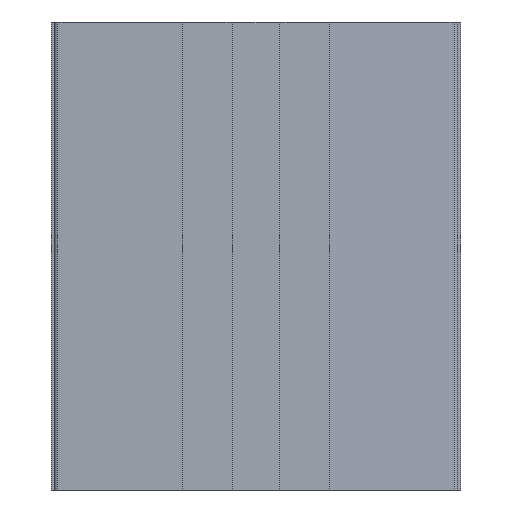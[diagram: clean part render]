
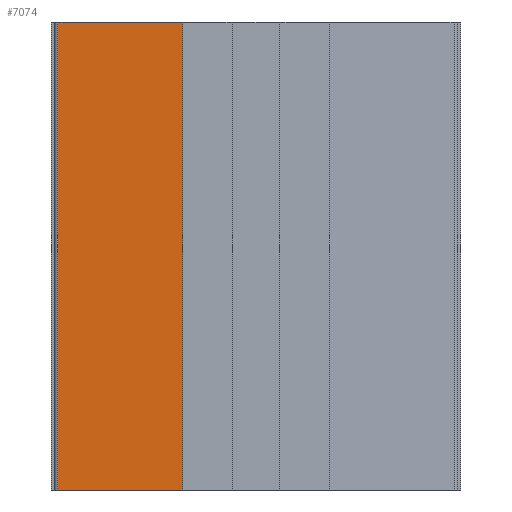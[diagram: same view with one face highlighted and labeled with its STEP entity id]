
A CAD part, front view. The second image highlights one B-rep face of the part: STEP entity #7074.
In plain terms, the highlighted planar face has unit normal (-0.031, -1, 0).
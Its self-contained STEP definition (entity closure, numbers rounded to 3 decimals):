
#355 = DIRECTION ( 'NONE',  ( 1., -0.031, 0. ) ) ;
#397 = DIRECTION ( 'NONE',  ( 1., -0.031, 0. ) ) ;
#591 = CARTESIAN_POINT ( 'NONE',  ( -12.5, -98.806, 40. ) ) ;
#640 = ORIENTED_EDGE ( 'NONE', *, *, #6644, .F. ) ;
#894 = CARTESIAN_POINT ( 'NONE',  ( -12.5, -98.806, 40. ) ) ;
#1735 = VERTEX_POINT ( 'NONE', #5131 ) ;
#1803 = FACE_OUTER_BOUND ( 'NONE', #6944, .T. ) ;
#1833 = EDGE_CURVE ( 'NONE', #1735, #6184, #6077, .T. ) ;
#2047 = LINE ( 'NONE', #6719, #4579 ) ;
#2495 = EDGE_CURVE ( 'NONE', #6184, #4375, #7025, .T. ) ;
#2724 = DIRECTION ( 'NONE',  ( 0., 0., -1. ) ) ;
#2854 = CARTESIAN_POINT ( 'NONE',  ( -33.85, -98.15, 40. ) ) ;
#2879 = PLANE ( 'NONE',  #7008 ) ;
#3057 = VECTOR ( 'NONE', #7251, 1000. ) ;
#3625 = ORIENTED_EDGE ( 'NONE', *, *, #2495, .T. ) ;
#3829 = ORIENTED_EDGE ( 'NONE', *, *, #1833, .T. ) ;
#4013 = DIRECTION ( 'NONE',  ( 0.031, 1., 0. ) ) ;
#4375 = VERTEX_POINT ( 'NONE', #4808 ) ;
#4381 = VECTOR ( 'NONE', #2724, 1000. ) ;
#4579 = VECTOR ( 'NONE', #397, 1000. ) ;
#4704 = CARTESIAN_POINT ( 'NONE',  ( -33.85, -98.15, -40. ) ) ;
#4808 = CARTESIAN_POINT ( 'NONE',  ( -12.5, -98.806, -40. ) ) ;
#5131 = CARTESIAN_POINT ( 'NONE',  ( -33.85, -98.15, 40. ) ) ;
#6077 = LINE ( 'NONE', #6500, #4381 ) ;
#6184 = VERTEX_POINT ( 'NONE', #7438 ) ;
#6500 = CARTESIAN_POINT ( 'NONE',  ( -33.85, -98.15, 40. ) ) ;
#6644 = EDGE_CURVE ( 'NONE', #1735, #6716, #2047, .T. ) ;
#6716 = VERTEX_POINT ( 'NONE', #591 ) ;
#6719 = CARTESIAN_POINT ( 'NONE',  ( -33.85, -98.15, 40. ) ) ;
#6933 = VECTOR ( 'NONE', #355, 1000. ) ;
#6944 = EDGE_LOOP ( 'NONE', ( #3625, #8106, #640, #3829 ) ) ;
#7008 = AXIS2_PLACEMENT_3D ( 'NONE', #2854, #4013, #7877 ) ;
#7025 = LINE ( 'NONE', #4704, #6933 ) ;
#7074 = ADVANCED_FACE ( 'NONE', ( #1803 ), #2879, .F. ) ;
#7187 = EDGE_CURVE ( 'NONE', #6716, #4375, #8239, .T. ) ;
#7251 = DIRECTION ( 'NONE',  ( 0., 0., -1. ) ) ;
#7438 = CARTESIAN_POINT ( 'NONE',  ( -33.85, -98.15, -40. ) ) ;
#7877 = DIRECTION ( 'NONE',  ( -1., 0.031, 0. ) ) ;
#8106 = ORIENTED_EDGE ( 'NONE', *, *, #7187, .F. ) ;
#8239 = LINE ( 'NONE', #894, #3057 ) ;
